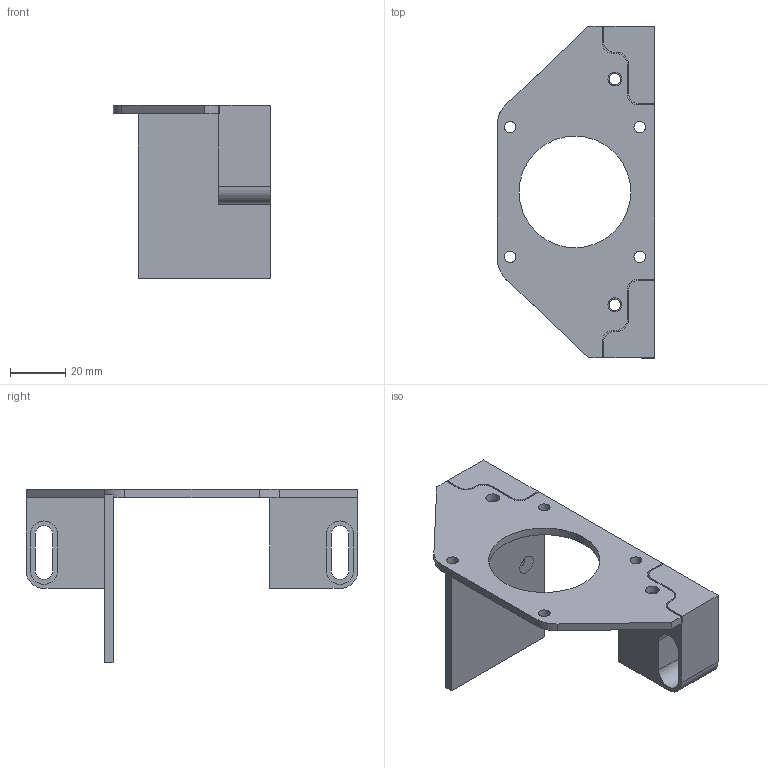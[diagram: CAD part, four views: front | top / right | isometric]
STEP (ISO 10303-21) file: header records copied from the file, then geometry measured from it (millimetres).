
FILE_DESCRIPTION(/* description */ (''),/* implementation_level */ '2;1');
FILE_NAME(/* name */ 'XstepperMount.step',/* time_stamp */ '2024-03-04T18:36:32Z',/* author */ (''),/* organization */ (''),/* preprocessor_version */ 'ST-DEVELOPER v20',/* originating_system */ 'Autodesk Translation Framework v12.20.1.177',/* authorisation */ '');
FILE_SCHEMA (('AUTOMOTIVE_DESIGN { 1 0 10303 214 3 1 1 }'));
Length unit declared in the file: millimetre
Products named in the file (5): aluHolder; stepperPlate; topBlock; supportPlate; bottomBlock
Assembly tree (4 placements, depth 2):
  aluHolder
    stepperPlate
    topBlock
    supportPlate
    bottomBlock
Bounding box: 57.2 x 120.6 x 63 mm (x, y, z)
Volume: 52117.3 mm3; surface area: 27209.5 mm2
Topology: 4 solids, 4 shells, 95 faces, 252 edges, 167 vertices
Faces by surface type: plane 58, cylinder 35, cone 2
Full cylindrical faces by diameter (mm): 2.5 x2, 4.2 x6, 5 x2, 40.6 x1
Entity records: 3153 total; most frequent: DIRECTION 531, CARTESIAN_POINT 522, ORIENTED_EDGE 502, EDGE_CURVE 251, LINE 179, VECTOR 179, AXIS2_PLACEMENT_3D 176, VERTEX_POINT 167
